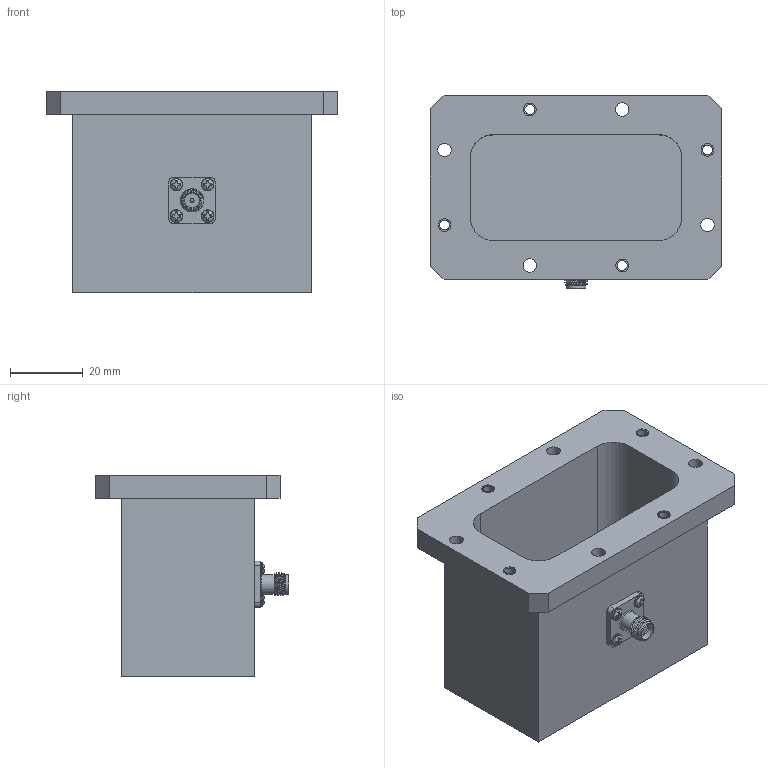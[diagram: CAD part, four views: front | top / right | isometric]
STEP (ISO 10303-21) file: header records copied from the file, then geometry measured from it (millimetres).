
FILE_DESCRIPTION (( 'STEP AP203' ), '1' );
FILE_NAME ('PE9833.step', '2020-02-05T17:44:11', ( '' ), ( '' ), 'SwSTEP 2.0', 'SolidWorks 2018', '' );
FILE_SCHEMA (( 'CONFIG_CONTROL_DESIGN' ));
Length unit declared in the file: inch
Products named in the file (1): PE9833
Bounding box: 80.16 x 53.21 x 55.37 mm (x, y, z)
Volume: 54296.4 mm3; surface area: 29341.7 mm2
Topology: 1 solids, 5 shells, 205 faces, 512 edges, 343 vertices
Faces by surface type: plane 116, cylinder 43, bspline 23, cone 22, torus 1
Full cylindrical faces by diameter (mm): 0.914 x1, 1.016 x1, 1.168 x1, 2.578 x4, 2.705 x4, 3.454 x4, 3.505 x8, 3.734 x4, 4.521 x1, 5.334 x2
Entity records: 12028 total; most frequent: CARTESIAN_POINT 7545, ORIENTED_EDGE 918, DIRECTION 788, EDGE_CURVE 459, VERTEX_POINT 329, AXIS2_PLACEMENT_3D 304, EDGE_LOOP 294, FACE_OUTER_BOUND 240
